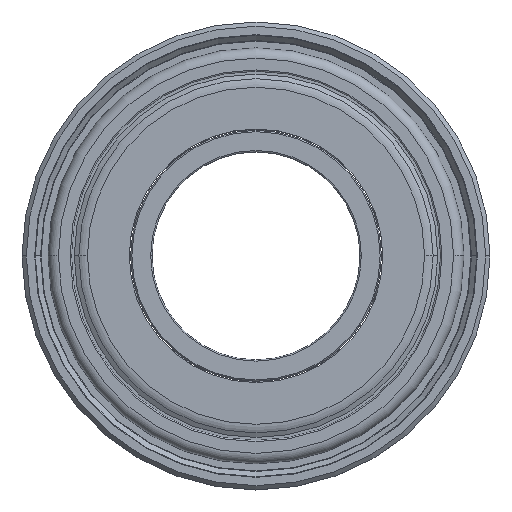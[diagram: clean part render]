
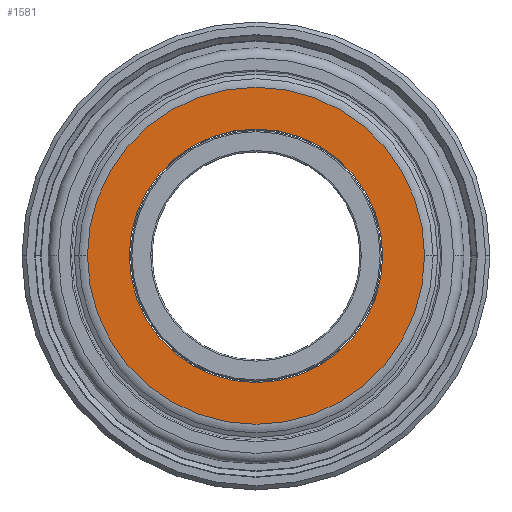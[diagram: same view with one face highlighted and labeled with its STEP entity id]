
A CAD part, top view. The second image highlights one B-rep face of the part: STEP entity #1581.
In plain terms, the highlighted planar face has unit normal (0, 0, 1).
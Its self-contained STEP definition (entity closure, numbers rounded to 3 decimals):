
#11 = DIRECTION ( 'NONE',  ( 0., 0., 1. ) ) ;
#69 = EDGE_CURVE ( 'NONE', #1515, #973, #1140, .T. ) ;
#72 = ORIENTED_EDGE ( 'NONE', *, *, #3175, .T. ) ;
#89 = FACE_BOUND ( 'NONE', #2220, .T. ) ;
#117 = FACE_OUTER_BOUND ( 'NONE', #1282, .T. ) ;
#316 = CARTESIAN_POINT ( 'NONE',  ( -4.875, 0., 2.475 ) ) ;
#319 = CARTESIAN_POINT ( 'NONE',  ( -6.483, 0., 2.475 ) ) ;
#365 = VERTEX_POINT ( 'NONE', #867 ) ;
#439 = CIRCLE ( 'NONE', #1932, 4.875 ) ;
#440 = DIRECTION ( 'NONE',  ( 0., 0., 1. ) ) ;
#710 = CIRCLE ( 'NONE', #2322, 6.483 ) ;
#862 = EDGE_CURVE ( 'NONE', #973, #1515, #439, .T. ) ;
#867 = CARTESIAN_POINT ( 'NONE',  ( 6.483, 0., 2.475 ) ) ;
#964 = DIRECTION ( 'NONE',  ( 0., 0., 1. ) ) ;
#973 = VERTEX_POINT ( 'NONE', #2823 ) ;
#1035 = DIRECTION ( 'NONE',  ( 0., 0., 1. ) ) ;
#1075 = VERTEX_POINT ( 'NONE', #319 ) ;
#1129 = PLANE ( 'NONE',  #1205 ) ;
#1140 = CIRCLE ( 'NONE', #1672, 4.875 ) ;
#1195 = DIRECTION ( 'NONE',  ( 1., 0., 0. ) ) ;
#1205 = AXIS2_PLACEMENT_3D ( 'NONE', #2142, #1864, #2656 ) ;
#1282 = EDGE_LOOP ( 'NONE', ( #3081, #72 ) ) ;
#1339 = AXIS2_PLACEMENT_3D ( 'NONE', #1754, #1035, #2774 ) ;
#1469 = CARTESIAN_POINT ( 'NONE',  ( 0., 0., 2.475 ) ) ;
#1515 = VERTEX_POINT ( 'NONE', #316 ) ;
#1560 = CIRCLE ( 'NONE', #1339, 6.483 ) ;
#1581 = ADVANCED_FACE ( 'NONE', ( #89, #117 ), #1129, .F. ) ;
#1672 = AXIS2_PLACEMENT_3D ( 'NONE', #2489, #440, #2466 ) ;
#1754 = CARTESIAN_POINT ( 'NONE',  ( 0., 0., 2.475 ) ) ;
#1864 = DIRECTION ( 'NONE',  ( 0., 0., -1. ) ) ;
#1932 = AXIS2_PLACEMENT_3D ( 'NONE', #1469, #964, #2471 ) ;
#2064 = EDGE_CURVE ( 'NONE', #365, #1075, #1560, .T. ) ;
#2142 = CARTESIAN_POINT ( 'NONE',  ( 0., 4.825, 2.475 ) ) ;
#2220 = EDGE_LOOP ( 'NONE', ( #2462, #2474 ) ) ;
#2293 = CARTESIAN_POINT ( 'NONE',  ( 0., 0., 2.475 ) ) ;
#2322 = AXIS2_PLACEMENT_3D ( 'NONE', #2293, #11, #1195 ) ;
#2462 = ORIENTED_EDGE ( 'NONE', *, *, #862, .F. ) ;
#2466 = DIRECTION ( 'NONE',  ( 1., 0., 0. ) ) ;
#2471 = DIRECTION ( 'NONE',  ( 1., 0., 0. ) ) ;
#2474 = ORIENTED_EDGE ( 'NONE', *, *, #69, .F. ) ;
#2489 = CARTESIAN_POINT ( 'NONE',  ( 0., 0., 2.475 ) ) ;
#2656 = DIRECTION ( 'NONE',  ( -1., 0., 0. ) ) ;
#2774 = DIRECTION ( 'NONE',  ( 1., 0., 0. ) ) ;
#2823 = CARTESIAN_POINT ( 'NONE',  ( 4.875, 0., 2.475 ) ) ;
#3081 = ORIENTED_EDGE ( 'NONE', *, *, #2064, .T. ) ;
#3175 = EDGE_CURVE ( 'NONE', #1075, #365, #710, .T. ) ;
